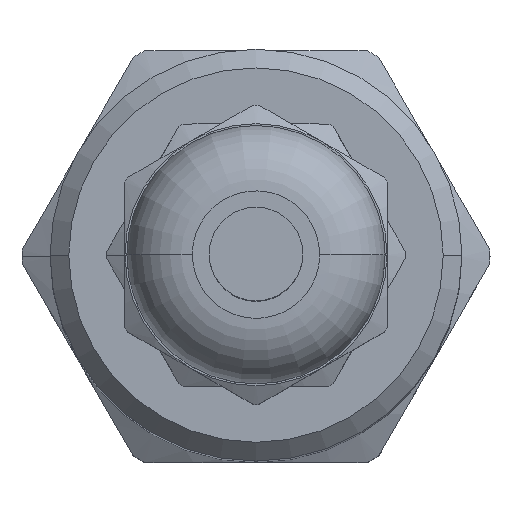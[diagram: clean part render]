
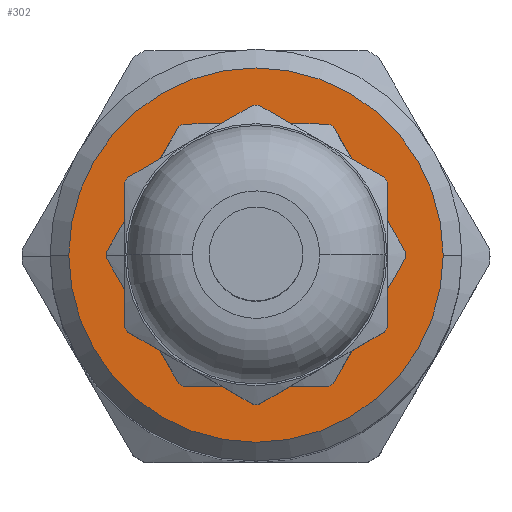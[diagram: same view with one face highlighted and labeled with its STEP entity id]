
A CAD part, top view. The second image highlights one B-rep face of the part: STEP entity #302.
In plain terms, the highlighted face is planar.
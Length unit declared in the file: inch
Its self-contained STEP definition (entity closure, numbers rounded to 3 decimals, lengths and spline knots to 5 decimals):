
#124 = CARTESIAN_POINT ( 'NONE',  ( 0., 0.05906, 0. ) ) ;
#247 = CARTESIAN_POINT ( 'NONE',  ( 0., 0.05906, 0. ) ) ;
#302 = ADVANCED_FACE ( 'NONE', ( #6525, #2398 ), #5698, .T. ) ;
#540 = DIRECTION ( 'NONE',  ( 0., 0., 1. ) ) ;
#874 = CIRCLE ( 'NONE', #7453, 0.23622 ) ;
#1153 = DIRECTION ( 'NONE',  ( 1., 0., 0. ) ) ;
#1243 = EDGE_LOOP ( 'NONE', ( #10263, #4436 ) ) ;
#1396 = DIRECTION ( 'NONE',  ( 0., 0., 1. ) ) ;
#1583 = DIRECTION ( 'NONE',  ( 0., 1., 0. ) ) ;
#1788 = DIRECTION ( 'NONE',  ( 0., 1., 0. ) ) ;
#2398 = FACE_OUTER_BOUND ( 'NONE', #1243, .T. ) ;
#2854 = ORIENTED_EDGE ( 'NONE', *, *, #7987, .T. ) ;
#3217 = CIRCLE ( 'NONE', #9287, 0.3937 ) ;
#3520 = DIRECTION ( 'NONE',  ( 0., 0., 1. ) ) ;
#3632 = VERTEX_POINT ( 'NONE', #9053 ) ;
#3647 = ORIENTED_EDGE ( 'NONE', *, *, #7918, .T. ) ;
#4139 = AXIS2_PLACEMENT_3D ( 'NONE', #10217, #7799, #5131 ) ;
#4228 = VERTEX_POINT ( 'NONE', #5195 ) ;
#4318 = CIRCLE ( 'NONE', #7992, 0.23622 ) ;
#4405 = VERTEX_POINT ( 'NONE', #9752 ) ;
#4436 = ORIENTED_EDGE ( 'NONE', *, *, #5185, .T. ) ;
#4564 = VERTEX_POINT ( 'NONE', #6496 ) ;
#5131 = DIRECTION ( 'NONE',  ( 1., 0., 0. ) ) ;
#5185 = EDGE_CURVE ( 'NONE', #3632, #4564, #3217, .T. ) ;
#5195 = CARTESIAN_POINT ( 'NONE',  ( 0., 0.05906, -0.23622 ) ) ;
#5400 = DIRECTION ( 'NONE',  ( 0., -1., 0. ) ) ;
#5610 = AXIS2_PLACEMENT_3D ( 'NONE', #9026, #1583, #3520 ) ;
#5698 = PLANE ( 'NONE',  #5610 ) ;
#6496 = CARTESIAN_POINT ( 'NONE',  ( 0.3937, 0.05906, 0. ) ) ;
#6525 = FACE_BOUND ( 'NONE', #7415, .T. ) ;
#7415 = EDGE_LOOP ( 'NONE', ( #2854, #3647 ) ) ;
#7453 = AXIS2_PLACEMENT_3D ( 'NONE', #7970, #5400, #540 ) ;
#7462 = CIRCLE ( 'NONE', #4139, 0.3937 ) ;
#7799 = DIRECTION ( 'NONE',  ( 0., 1., 0. ) ) ;
#7918 = EDGE_CURVE ( 'NONE', #4228, #4405, #4318, .T. ) ;
#7970 = CARTESIAN_POINT ( 'NONE',  ( 0., 0.05906, 0. ) ) ;
#7987 = EDGE_CURVE ( 'NONE', #4405, #4228, #874, .T. ) ;
#7992 = AXIS2_PLACEMENT_3D ( 'NONE', #124, #8834, #1396 ) ;
#8834 = DIRECTION ( 'NONE',  ( 0., -1., 0. ) ) ;
#8853 = EDGE_CURVE ( 'NONE', #4564, #3632, #7462, .T. ) ;
#9026 = CARTESIAN_POINT ( 'NONE',  ( 0., 0.05906, 0. ) ) ;
#9053 = CARTESIAN_POINT ( 'NONE',  ( -0.3937, 0.05906, 0. ) ) ;
#9287 = AXIS2_PLACEMENT_3D ( 'NONE', #247, #1788, #1153 ) ;
#9752 = CARTESIAN_POINT ( 'NONE',  ( 0., 0.05906, 0.23622 ) ) ;
#10217 = CARTESIAN_POINT ( 'NONE',  ( 0., 0.05906, 0. ) ) ;
#10263 = ORIENTED_EDGE ( 'NONE', *, *, #8853, .T. ) ;
